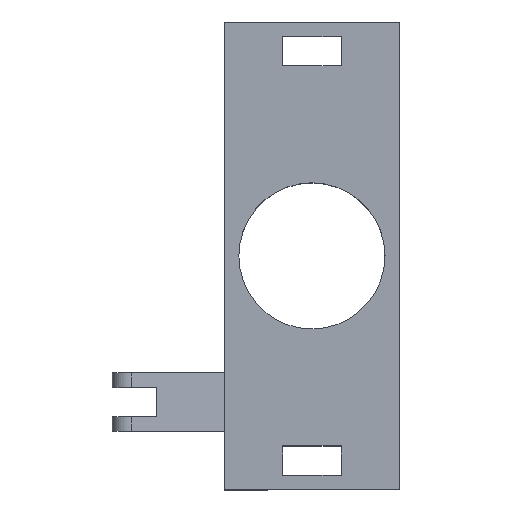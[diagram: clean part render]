
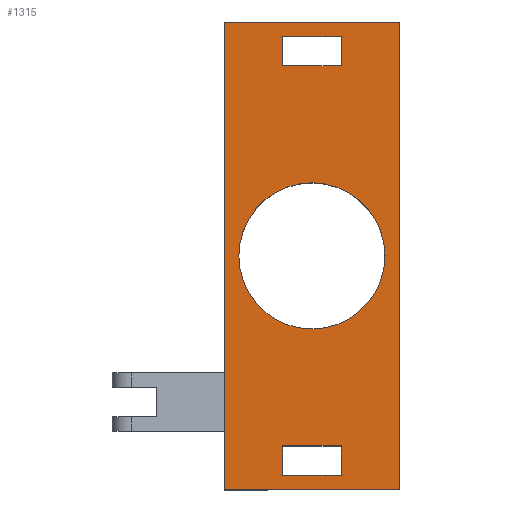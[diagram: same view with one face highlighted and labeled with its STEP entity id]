
A CAD part, top view. The second image highlights one B-rep face of the part: STEP entity #1315.
In plain terms, the highlighted planar face has unit normal (0, 0, 1).
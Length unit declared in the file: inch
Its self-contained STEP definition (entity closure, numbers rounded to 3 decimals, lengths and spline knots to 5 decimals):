
#12 = AXIS2_PLACEMENT_3D ( 'NONE', #87, #1301, #271 ) ;
#15 = ORIENTED_EDGE ( 'NONE', *, *, #592, .T. ) ;
#17 = EDGE_CURVE ( 'NONE', #402, #1307, #1214, .T. ) ;
#29 = DIRECTION ( 'NONE',  ( 1., 0., 0. ) ) ;
#37 = VECTOR ( 'NONE', #1129, 39.37008 ) ;
#45 = DIRECTION ( 'NONE',  ( 0., 0., 1. ) ) ;
#46 = ORIENTED_EDGE ( 'NONE', *, *, #924, .F. ) ;
#57 = LINE ( 'NONE', #879, #1237 ) ;
#66 = AXIS2_PLACEMENT_3D ( 'NONE', #242, #45, #29 ) ;
#73 = VERTEX_POINT ( 'NONE', #463 ) ;
#87 = CARTESIAN_POINT ( 'NONE',  ( 0., 0., 2. ) ) ;
#95 = EDGE_CURVE ( 'NONE', #1182, #259, #482, .T. ) ;
#104 = ORIENTED_EDGE ( 'NONE', *, *, #417, .T. ) ;
#129 = VERTEX_POINT ( 'NONE', #1256 ) ;
#145 = ORIENTED_EDGE ( 'NONE', *, *, #381, .F. ) ;
#155 = FACE_BOUND ( 'NONE', #1097, .T. ) ;
#162 = LINE ( 'NONE', #1183, #345 ) ;
#182 = VERTEX_POINT ( 'NONE', #1085 ) ;
#183 = DIRECTION ( 'NONE',  ( 0., -1., 0. ) ) ;
#185 = LINE ( 'NONE', #380, #365 ) ;
#202 = AXIS2_PLACEMENT_3D ( 'NONE', #356, #866, #336 ) ;
#207 = CARTESIAN_POINT ( 'NONE',  ( 0.5, 3.25, 2. ) ) ;
#208 = VERTEX_POINT ( 'NONE', #979 ) ;
#224 = VERTEX_POINT ( 'NONE', #760 ) ;
#242 = CARTESIAN_POINT ( 'NONE',  ( 0., 0., 2. ) ) ;
#243 = CARTESIAN_POINT ( 'NONE',  ( -0.5, -3.25, 2. ) ) ;
#246 = DIRECTION ( 'NONE',  ( 1., 0., 0. ) ) ;
#250 = LINE ( 'NONE', #243, #1295 ) ;
#251 = EDGE_CURVE ( 'NONE', #1067, #920, #458, .T. ) ;
#256 = CARTESIAN_POINT ( 'NONE',  ( -1.5, 4., 2. ) ) ;
#259 = VERTEX_POINT ( 'NONE', #547 ) ;
#264 = DIRECTION ( 'NONE',  ( -1., 0., 0. ) ) ;
#271 = DIRECTION ( 'NONE',  ( 1., 0., 0. ) ) ;
#282 = ORIENTED_EDGE ( 'NONE', *, *, #467, .F. ) ;
#286 = VECTOR ( 'NONE', #980, 39.37008 ) ;
#295 = CARTESIAN_POINT ( 'NONE',  ( -0.5, 3.75, 2. ) ) ;
#304 = DIRECTION ( 'NONE',  ( -1., 0., 0. ) ) ;
#314 = VECTOR ( 'NONE', #264, 39.37008 ) ;
#330 = EDGE_CURVE ( 'NONE', #626, #182, #772, .T. ) ;
#336 = DIRECTION ( 'NONE',  ( 1., 0., 0. ) ) ;
#345 = VECTOR ( 'NONE', #183, 39.37008 ) ;
#356 = CARTESIAN_POINT ( 'NONE',  ( 0., 0., 2. ) ) ;
#365 = VECTOR ( 'NONE', #719, 39.37008 ) ;
#380 = CARTESIAN_POINT ( 'NONE',  ( -0.5, 3.25, 2. ) ) ;
#381 = EDGE_CURVE ( 'NONE', #1297, #626, #57, .T. ) ;
#402 = VERTEX_POINT ( 'NONE', #502 ) ;
#410 = ORIENTED_EDGE ( 'NONE', *, *, #251, .F. ) ;
#416 = ORIENTED_EDGE ( 'NONE', *, *, #423, .F. ) ;
#417 = EDGE_CURVE ( 'NONE', #224, #402, #1086, .T. ) ;
#420 = VECTOR ( 'NONE', #451, 39.37008 ) ;
#421 = LINE ( 'NONE', #829, #632 ) ;
#423 = EDGE_CURVE ( 'NONE', #598, #1067, #700, .T. ) ;
#451 = DIRECTION ( 'NONE',  ( 0., 1., 0. ) ) ;
#454 = CIRCLE ( 'NONE', #12, 1.25 ) ;
#458 = LINE ( 'NONE', #1279, #314 ) ;
#463 = CARTESIAN_POINT ( 'NONE',  ( -0.5, 3.25, 2. ) ) ;
#467 = EDGE_CURVE ( 'NONE', #73, #598, #185, .T. ) ;
#479 = EDGE_LOOP ( 'NONE', ( #531, #15, #104, #745 ) ) ;
#482 = CIRCLE ( 'NONE', #202, 1.25 ) ;
#499 = VECTOR ( 'NONE', #882, 39.37008 ) ;
#502 = CARTESIAN_POINT ( 'NONE',  ( 1.5, 4., 2. ) ) ;
#515 = CARTESIAN_POINT ( 'NONE',  ( 1.5, 4., 2. ) ) ;
#531 = ORIENTED_EDGE ( 'NONE', *, *, #1155, .T. ) ;
#547 = CARTESIAN_POINT ( 'NONE',  ( 1.25, 0., 2. ) ) ;
#592 = EDGE_CURVE ( 'NONE', #129, #224, #831, .T. ) ;
#598 = VERTEX_POINT ( 'NONE', #207 ) ;
#626 = VERTEX_POINT ( 'NONE', #752 ) ;
#632 = VECTOR ( 'NONE', #1026, 39.37008 ) ;
#687 = CARTESIAN_POINT ( 'NONE',  ( -1.25, 0., 2. ) ) ;
#700 = LINE ( 'NONE', #1193, #1176 ) ;
#711 = CARTESIAN_POINT ( 'NONE',  ( -0.5, 3.75, 2. ) ) ;
#719 = DIRECTION ( 'NONE',  ( 1., 0., 0. ) ) ;
#738 = VECTOR ( 'NONE', #304, 39.37008 ) ;
#744 = EDGE_CURVE ( 'NONE', #182, #208, #250, .T. ) ;
#745 = ORIENTED_EDGE ( 'NONE', *, *, #17, .T. ) ;
#752 = CARTESIAN_POINT ( 'NONE',  ( 0.5, -3.75, 2. ) ) ;
#755 = FACE_OUTER_BOUND ( 'NONE', #479, .T. ) ;
#760 = CARTESIAN_POINT ( 'NONE',  ( 1.5, -4., 2. ) ) ;
#764 = DIRECTION ( 'NONE',  ( -1., 0., 0. ) ) ;
#772 = LINE ( 'NONE', #1181, #420 ) ;
#774 = FACE_BOUND ( 'NONE', #1282, .T. ) ;
#800 = ORIENTED_EDGE ( 'NONE', *, *, #895, .F. ) ;
#829 = CARTESIAN_POINT ( 'NONE',  ( -1.5, -4., 2. ) ) ;
#830 = EDGE_LOOP ( 'NONE', ( #145, #911, #1199, #1192 ) ) ;
#831 = LINE ( 'NONE', #1226, #37 ) ;
#845 = CARTESIAN_POINT ( 'NONE',  ( -0.5, -3.75, 2. ) ) ;
#862 = EDGE_CURVE ( 'NONE', #208, #1297, #162, .T. ) ;
#866 = DIRECTION ( 'NONE',  ( 0., 0., 1. ) ) ;
#879 = CARTESIAN_POINT ( 'NONE',  ( -0.5, -3.75, 2. ) ) ;
#882 = DIRECTION ( 'NONE',  ( 0., -1., 0. ) ) ;
#895 = EDGE_CURVE ( 'NONE', #259, #1182, #454, .T. ) ;
#911 = ORIENTED_EDGE ( 'NONE', *, *, #862, .F. ) ;
#917 = CARTESIAN_POINT ( 'NONE',  ( 0.5, 3.75, 2. ) ) ;
#920 = VERTEX_POINT ( 'NONE', #295 ) ;
#924 = EDGE_CURVE ( 'NONE', #920, #73, #1294, .T. ) ;
#947 = FACE_BOUND ( 'NONE', #830, .T. ) ;
#979 = CARTESIAN_POINT ( 'NONE',  ( -0.5, -3.25, 2. ) ) ;
#980 = DIRECTION ( 'NONE',  ( 0., 1., 0. ) ) ;
#1026 = DIRECTION ( 'NONE',  ( 0., -1., 0. ) ) ;
#1067 = VERTEX_POINT ( 'NONE', #917 ) ;
#1085 = CARTESIAN_POINT ( 'NONE',  ( 0.5, -3.25, 2. ) ) ;
#1086 = LINE ( 'NONE', #1216, #286 ) ;
#1097 = EDGE_LOOP ( 'NONE', ( #1136, #800 ) ) ;
#1129 = DIRECTION ( 'NONE',  ( 1., 0., 0. ) ) ;
#1136 = ORIENTED_EDGE ( 'NONE', *, *, #95, .F. ) ;
#1155 = EDGE_CURVE ( 'NONE', #1307, #129, #421, .T. ) ;
#1176 = VECTOR ( 'NONE', #1298, 39.37008 ) ;
#1181 = CARTESIAN_POINT ( 'NONE',  ( 0.5, -3.75, 2. ) ) ;
#1182 = VERTEX_POINT ( 'NONE', #687 ) ;
#1183 = CARTESIAN_POINT ( 'NONE',  ( -0.5, -3.75, 2. ) ) ;
#1192 = ORIENTED_EDGE ( 'NONE', *, *, #330, .F. ) ;
#1193 = CARTESIAN_POINT ( 'NONE',  ( 0.5, 3.75, 2. ) ) ;
#1199 = ORIENTED_EDGE ( 'NONE', *, *, #744, .F. ) ;
#1214 = LINE ( 'NONE', #515, #738 ) ;
#1216 = CARTESIAN_POINT ( 'NONE',  ( 1.5, -4., 2. ) ) ;
#1226 = CARTESIAN_POINT ( 'NONE',  ( 1.5, -4., 2. ) ) ;
#1237 = VECTOR ( 'NONE', #246, 39.37008 ) ;
#1244 = PLANE ( 'NONE',  #66 ) ;
#1256 = CARTESIAN_POINT ( 'NONE',  ( -1.5, -4., 2. ) ) ;
#1279 = CARTESIAN_POINT ( 'NONE',  ( -0.5, 3.75, 2. ) ) ;
#1282 = EDGE_LOOP ( 'NONE', ( #282, #46, #410, #416 ) ) ;
#1294 = LINE ( 'NONE', #711, #499 ) ;
#1295 = VECTOR ( 'NONE', #764, 39.37008 ) ;
#1297 = VERTEX_POINT ( 'NONE', #845 ) ;
#1298 = DIRECTION ( 'NONE',  ( 0., 1., 0. ) ) ;
#1301 = DIRECTION ( 'NONE',  ( 0., 0., 1. ) ) ;
#1307 = VERTEX_POINT ( 'NONE', #256 ) ;
#1315 = ADVANCED_FACE ( 'NONE', ( #755, #155, #947, #774 ), #1244, .T. ) ;
